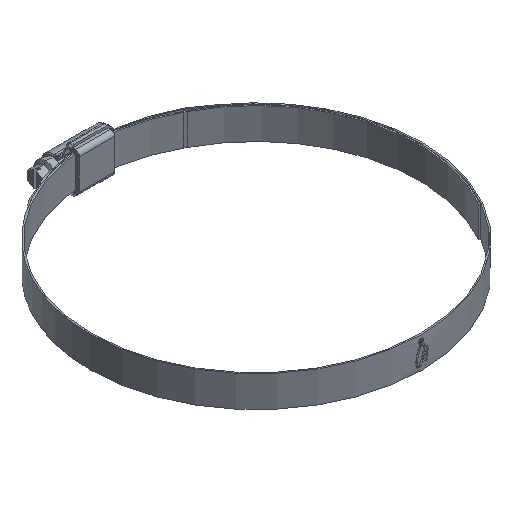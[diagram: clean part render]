
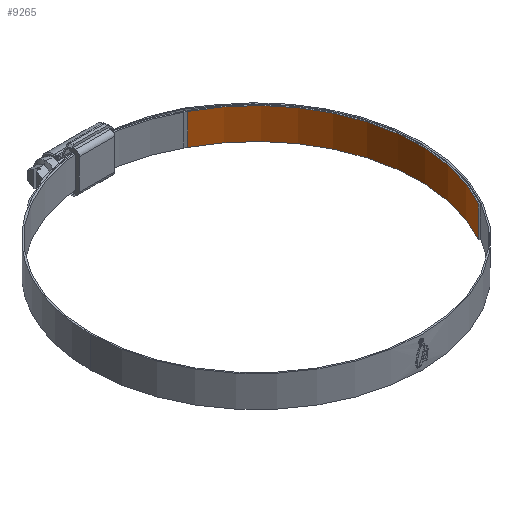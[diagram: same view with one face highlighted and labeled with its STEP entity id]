
A CAD part, isometric view. The second image highlights one B-rep face of the part: STEP entity #9265.
In plain terms, the highlighted cylindrical face has radius 83 mm (diameter 166 mm), a partial arc.
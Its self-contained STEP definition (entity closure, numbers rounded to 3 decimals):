
#97 = ORIENTED_EDGE ( 'NONE', *, *, #4600, .F. ) ;
#256 = EDGE_CURVE ( 'NONE', #1966, #6192, #8756, .T. ) ;
#653 = CARTESIAN_POINT ( 'NONE',  ( 71.88, -41.5, -7.95 ) ) ;
#985 = CIRCLE ( 'NONE', #7040, 83. ) ;
#1125 = CARTESIAN_POINT ( 'NONE',  ( 71.88, -41.5, 7.95 ) ) ;
#1377 = DIRECTION ( 'NONE',  ( 0., 0., -1. ) ) ;
#1594 = DIRECTION ( 'NONE',  ( 0., 0., 1. ) ) ;
#1662 = FACE_OUTER_BOUND ( 'NONE', #9726, .T. ) ;
#1966 = VERTEX_POINT ( 'NONE', #6684 ) ;
#2692 = EDGE_CURVE ( 'NONE', #3974, #1966, #7507, .T. ) ;
#2710 = ORIENTED_EDGE ( 'NONE', *, *, #2692, .T. ) ;
#2712 = VERTEX_POINT ( 'NONE', #653 ) ;
#3032 = EDGE_CURVE ( 'NONE', #2712, #6192, #985, .T. ) ;
#3155 = CARTESIAN_POINT ( 'NONE',  ( 38.584, 73.487, 7.95 ) ) ;
#3974 = VERTEX_POINT ( 'NONE', #1125 ) ;
#4033 = DIRECTION ( 'NONE',  ( 0., 0., 1. ) ) ;
#4600 = EDGE_CURVE ( 'NONE', #3974, #2712, #6081, .T. ) ;
#5029 = ORIENTED_EDGE ( 'NONE', *, *, #3032, .F. ) ;
#5526 = ORIENTED_EDGE ( 'NONE', *, *, #256, .T. ) ;
#5699 = CYLINDRICAL_SURFACE ( 'NONE', #9262, 83. ) ;
#5843 = VECTOR ( 'NONE', #6367, 1000. ) ;
#6081 = LINE ( 'NONE', #9080, #7062 ) ;
#6192 = VERTEX_POINT ( 'NONE', #8393 ) ;
#6252 = DIRECTION ( 'NONE',  ( 1., 0., 0. ) ) ;
#6367 = DIRECTION ( 'NONE',  ( 0., 0., -1. ) ) ;
#6684 = CARTESIAN_POINT ( 'NONE',  ( 38.584, 73.487, 7.95 ) ) ;
#6860 = AXIS2_PLACEMENT_3D ( 'NONE', #8584, #1594, #6252 ) ;
#7040 = AXIS2_PLACEMENT_3D ( 'NONE', #9996, #4033, #9481 ) ;
#7062 = VECTOR ( 'NONE', #1377, 1000. ) ;
#7507 = CIRCLE ( 'NONE', #6860, 83. ) ;
#8393 = CARTESIAN_POINT ( 'NONE',  ( 38.584, 73.487, -7.95 ) ) ;
#8584 = CARTESIAN_POINT ( 'NONE',  ( 0., 0., 7.95 ) ) ;
#8649 = DIRECTION ( 'NONE',  ( -1., 0., 0. ) ) ;
#8756 = LINE ( 'NONE', #3155, #5843 ) ;
#8851 = DIRECTION ( 'NONE',  ( 0., 0., -1. ) ) ;
#9080 = CARTESIAN_POINT ( 'NONE',  ( 71.88, -41.5, 7.95 ) ) ;
#9262 = AXIS2_PLACEMENT_3D ( 'NONE', #10190, #8851, #8649 ) ;
#9265 = ADVANCED_FACE ( 'NONE', ( #1662 ), #5699, .F. ) ;
#9481 = DIRECTION ( 'NONE',  ( 1., 0., 0. ) ) ;
#9726 = EDGE_LOOP ( 'NONE', ( #5029, #97, #2710, #5526 ) ) ;
#9996 = CARTESIAN_POINT ( 'NONE',  ( 0., 0., -7.95 ) ) ;
#10190 = CARTESIAN_POINT ( 'NONE',  ( 0., 0., 7.95 ) ) ;
